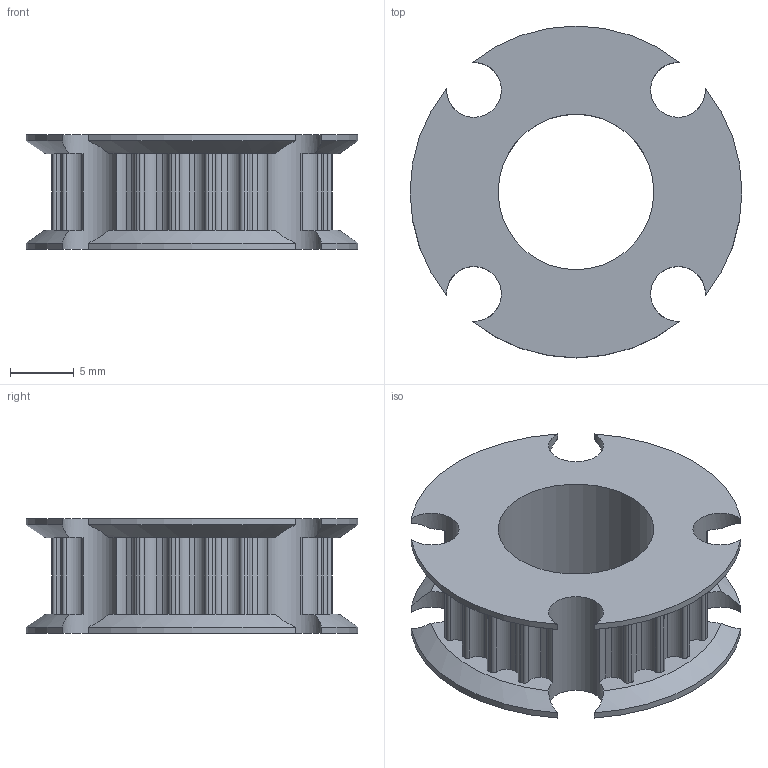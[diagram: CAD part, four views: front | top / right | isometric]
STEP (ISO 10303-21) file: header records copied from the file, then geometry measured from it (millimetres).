
FILE_DESCRIPTION(/* description */ ('STEP AP242','CAx-IF Rec.Pracs.---Representation and Presentation of Product Manufacturing Information (PMI)---4.0---2014-10-13','CAx-IF Rec.Pracs.---3D Tessellated Geometry---0.4---2014-09-14','2;1'),/* implementation_level */ '2;1');
FILE_NAME(/* name */ '668a2abbe4bd4528736f2e1c',/* time_stamp */ '2024-07-07T05:42:19Z',/* author */ (''),/* organization */ (''),/* preprocessor_version */ 'ST-DEVELOPER v20',/* originating_system */ ' ',/* authorisation */ ' ');
FILE_SCHEMA (('AP242_MANAGED_MODEL_BASED_3D_ENGINEERING_MIM_LF { 1 0 10303 442 1 1 4 }'));
Length unit declared in the file: metre
Products named in the file (1): [LS] Pulley HTD3 24T
Bounding box: 26.01 x 26.01 x 9 mm (x, y, z)
Volume: 2223.5 mm3; surface area: 2138.9 mm2
Topology: 1 solids, 1 shells, 139 faces, 412 edges, 275 vertices
Faces by surface type: cylinder 121, plane 10, cone 8
Full cylindrical faces by diameter (mm): 12.2 x1
Entity records: 4848 total; most frequent: DIRECTION 940, CARTESIAN_POINT 872, ORIENTED_EDGE 820, EDGE_CURVE 410, AXIS2_PLACEMENT_3D 406, VERTEX_POINT 274, CIRCLE 266, EDGE_LOOP 142
